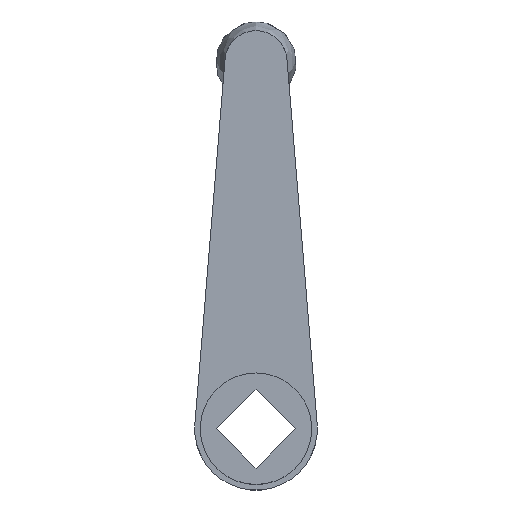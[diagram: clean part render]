
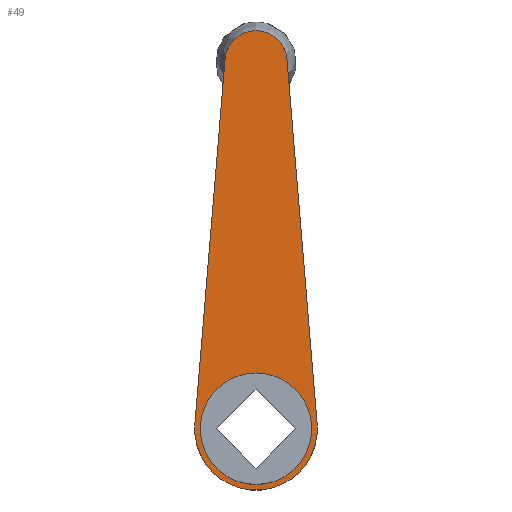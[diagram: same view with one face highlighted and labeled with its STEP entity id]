
A CAD part, top view. The second image highlights one B-rep face of the part: STEP entity #49.
In plain terms, the highlighted planar face has unit normal (0, 0, 1).
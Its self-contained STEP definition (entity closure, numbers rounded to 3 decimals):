
#49 = ADVANCED_FACE( '', ( #108, #109 ), #110, .T. );
#108 = FACE_BOUND( '', #176, .T. );
#109 = FACE_OUTER_BOUND( '', #177, .T. );
#110 = PLANE( '', #178 );
#176 = EDGE_LOOP( '', ( #289 ) );
#177 = EDGE_LOOP( '', ( #290, #291, #292, #293 ) );
#178 = AXIS2_PLACEMENT_3D( '', #294, #295, #296 );
#289 = ORIENTED_EDGE( '', *, *, #385, .F. );
#290 = ORIENTED_EDGE( '', *, *, #404, .T. );
#291 = ORIENTED_EDGE( '', *, *, #405, .T. );
#292 = ORIENTED_EDGE( '', *, *, #406, .T. );
#293 = ORIENTED_EDGE( '', *, *, #407, .T. );
#294 = CARTESIAN_POINT( '', ( 0., 0., -22.41 ) );
#295 = DIRECTION( '', ( 0., 0., 1. ) );
#296 = DIRECTION( '', ( 1., 0., 0. ) );
#385 = EDGE_CURVE( '', #435, #435, #436, .T. );
#404 = EDGE_CURVE( '', #469, #470, #471, .T. );
#405 = EDGE_CURVE( '', #470, #472, #473, .T. );
#406 = EDGE_CURVE( '', #472, #474, #475, .T. );
#407 = EDGE_CURVE( '', #474, #469, #476, .T. );
#435 = VERTEX_POINT( '', #506 );
#436 = CIRCLE( '', #507, 14. );
#469 = VERTEX_POINT( '', #550 );
#470 = VERTEX_POINT( '', #551 );
#471 = LINE( '', #552, #553 );
#472 = VERTEX_POINT( '', #554 );
#473 = CIRCLE( '', #555, 15.4 );
#474 = VERTEX_POINT( '', #556 );
#475 = LINE( '', #557, #558 );
#476 = CIRCLE( '', #559, 7.8 );
#506 = CARTESIAN_POINT( '', ( 0., 14., -22.41 ) );
#507 = AXIS2_PLACEMENT_3D( '', #597, #598, #599 );
#550 = CARTESIAN_POINT( '', ( -7.773, 92.843, -22.41 ) );
#551 = CARTESIAN_POINT( '', ( -15.348, 1.269, -22.41 ) );
#552 = CARTESIAN_POINT( '', ( -7.773, 92.843, -22.41 ) );
#553 = VECTOR( '', #622, 1000. );
#554 = CARTESIAN_POINT( '', ( 15.348, 1.269, -22.41 ) );
#555 = AXIS2_PLACEMENT_3D( '', #623, #624, #625 );
#556 = CARTESIAN_POINT( '', ( 7.773, 92.843, -22.41 ) );
#557 = CARTESIAN_POINT( '', ( 15.348, 1.269, -22.41 ) );
#558 = VECTOR( '', #626, 1000. );
#559 = AXIS2_PLACEMENT_3D( '', #627, #628, #629 );
#597 = CARTESIAN_POINT( '', ( 0., 0., -22.41 ) );
#598 = DIRECTION( '', ( 0., 0., 1. ) );
#599 = DIRECTION( '', ( 0., 1., 0. ) );
#622 = DIRECTION( '', ( -0.082, -0.997, 0. ) );
#623 = CARTESIAN_POINT( '', ( 0., 0., -22.41 ) );
#624 = DIRECTION( '', ( 0., 0., 1. ) );
#625 = DIRECTION( '', ( 0., 1., 0. ) );
#626 = DIRECTION( '', ( -0.082, 0.997, 0. ) );
#627 = CARTESIAN_POINT( '', ( 0., 92.2, -22.41 ) );
#628 = DIRECTION( '', ( 0., 0., 1. ) );
#629 = DIRECTION( '', ( 0., 1., 0. ) );
